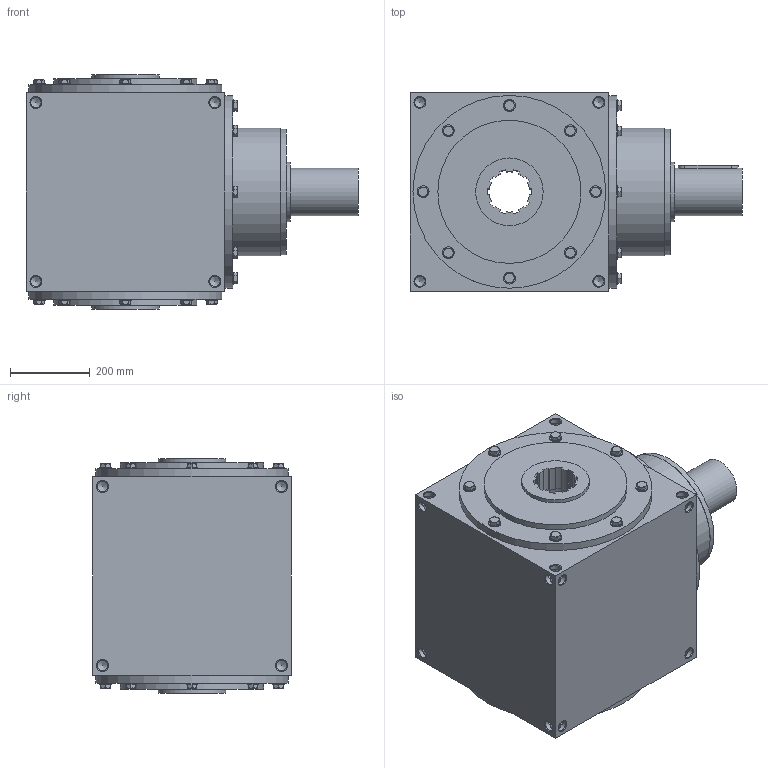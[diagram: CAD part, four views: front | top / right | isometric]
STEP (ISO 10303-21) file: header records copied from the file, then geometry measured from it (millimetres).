
FILE_DESCRIPTION( ( 'STEP AP214' ), ' ' );
FILE_NAME( 'RB500_C2_R.1_1.5.stp', '2017-10-01T13:52:58', ( '' ), ( '' ), ' ', 'PARTsolutions', ' ' );
FILE_SCHEMA( ( 'AUTOMOTIVE_DESIGN { 1 0 10303 214 1 1 1 1 }' ) );
Length unit declared in the file: millimetre
Products named in the file (4): RB500_C2_R.1/1.5; _RB5002-case; _RC500-shaft; _RC_RR500-screw
Assembly tree (26 placements, depth 2):
  RB500_C2_R.1/1.5
    _RB5002-case
    _RC500-shaft
    _RC_RR500-screw  x24
Bounding box: 835 x 500 x 590 mm (x, y, z)
Volume: 144583004.6 mm3; surface area: 2451508.1 mm2
Topology: 26 solids, 26 shells, 602 faces, 1445 edges, 901 vertices
Faces by surface type: plane 280, cone 194, cylinder 128
Full cylindrical faces by diameter (mm): 17.294 x1, 26.211 x48, 30 x24, 120 x1, 128 x1, 150 x2, 170 x2, 316 x1, 320 x1, 360 x2, 485 x3
Entity records: 8980 total; most frequent: CARTESIAN_POINT 1314, DIRECTION 1288, ORIENTED_EDGE 986, AXIS2_PLACEMENT_3D 548, EDGE_CURVE 493, VERTEX_POINT 386, EDGE_LOOP 364, FACE_OUTER_BOUND 297
